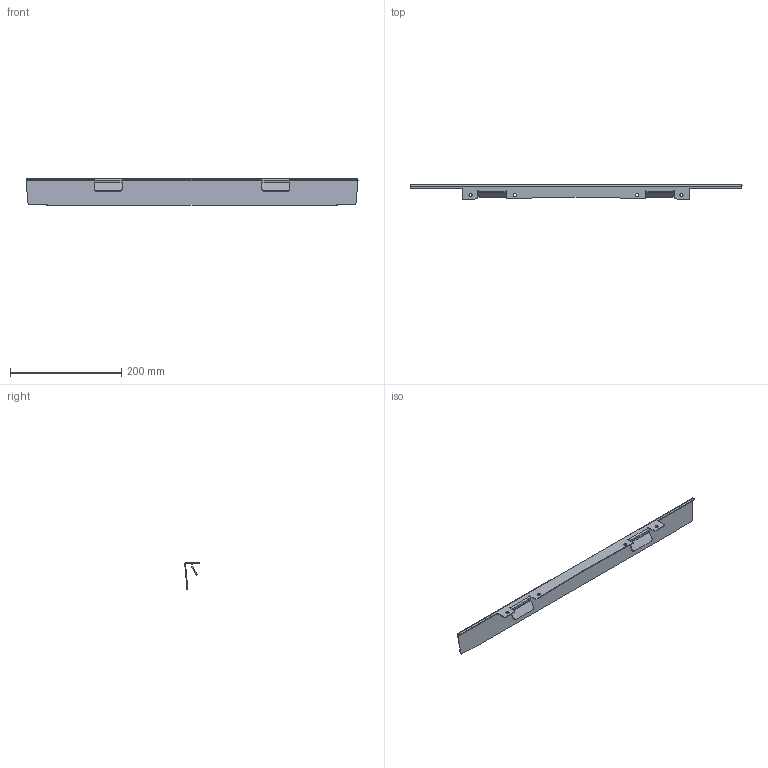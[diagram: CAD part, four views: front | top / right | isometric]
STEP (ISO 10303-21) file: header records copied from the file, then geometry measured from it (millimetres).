
FILE_DESCRIPTION (( 'STEP AP214' ), '1' );
FILE_NAME ('RCS_ARCA_8060.STEP', '2015-07-29T07:11:27', ( '' ), ( '' ), 'SwSTEP 2.0', 'SolidWorks 2014', '' );
FILE_SCHEMA (( 'AUTOMOTIVE_DESIGN' ));
Length unit declared in the file: millimetre
Products named in the file (1): RCS_ARCA_8060
Bounding box: 598 x 25.97 x 47.85 mm (x, y, z)
Volume: 58670.5 mm3; surface area: 80549.1 mm2
Topology: 1 solids, 1 shells, 95 faces, 239 edges, 146 vertices
Faces by surface type: plane 59, cylinder 36
Entity records: 2855 total; most frequent: DIRECTION 503, CARTESIAN_POINT 481, ORIENTED_EDGE 478, EDGE_CURVE 239, AXIS2_PLACEMENT_3D 168, LINE 167, VECTOR 167, VERTEX_POINT 146
